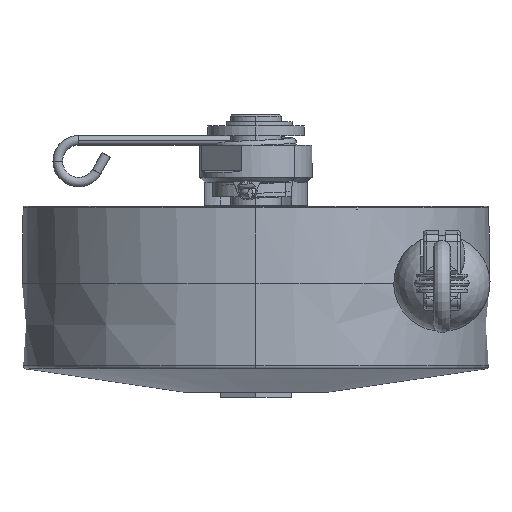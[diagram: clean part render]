
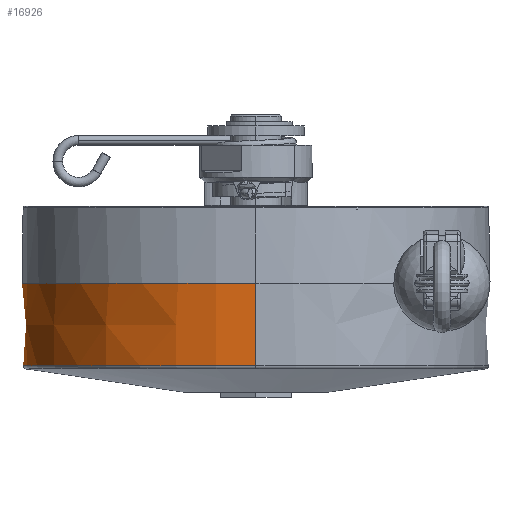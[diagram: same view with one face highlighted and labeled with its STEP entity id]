
A CAD part, front view. The second image highlights one B-rep face of the part: STEP entity #16926.
In plain terms, the highlighted conical face has half-angle 1 degrees and reference radius 73 mm.
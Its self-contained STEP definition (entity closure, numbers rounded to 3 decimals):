
#548 = AXIS2_PLACEMENT_3D ( 'NONE', #7041, #11797, #5254 ) ;
#599 = VECTOR ( 'NONE', #9866, 1000. ) ;
#702 = CARTESIAN_POINT ( 'NONE',  ( -16.01, 71.173, -2.844 ) ) ;
#1113 = CARTESIAN_POINT ( 'NONE',  ( -8.076, 72.497, -3.491 ) ) ;
#1516 = DIRECTION ( 'NONE',  ( 0., 0., 1. ) ) ;
#3892 = CARTESIAN_POINT ( 'NONE',  ( 0., 72.939, -3.491 ) ) ;
#4636 = CONICAL_SURFACE ( 'NONE', #15076, 73., 0.017 ) ;
#5042 = CARTESIAN_POINT ( 'NONE',  ( -16.47, 71.069, -2.79 ) ) ;
#5073 = CARTESIAN_POINT ( 'NONE',  ( -18.293, 70.641, -1.672 ) ) ;
#5213 = CARTESIAN_POINT ( 'NONE',  ( -18.296, 70.655, -0.836 ) ) ;
#5254 = DIRECTION ( 'NONE',  ( 0., 1., 0. ) ) ;
#5287 = EDGE_LOOP ( 'NONE', ( #12116, #15002, #8763, #17902, #26470, #27757, #10497 ) ) ;
#5494 = CARTESIAN_POINT ( 'NONE',  ( -18.289, 70.627, -2.509 ) ) ;
#5987 = EDGE_CURVE ( 'NONE', #6647, #23180, #7905, .T. ) ;
#6548 = EDGE_CURVE ( 'NONE', #24345, #23180, #27902, .T. ) ;
#6647 = VERTEX_POINT ( 'NONE', #29377 ) ;
#6695 = B_SPLINE_CURVE_WITH_KNOTS ( 'NONE', 3,
 ( #24250, #13104, #9511, #29033, #18279, #29184, #8832, #11585, #11727, #20781, #18567, #7270, #21074, #21347, #9959, #5042, #702, #9666, #9821, #25395, #21496, #21222, #1113, #7858 ),
 .UNSPECIFIED., .F., .F.,
 ( 4, 2, 2, 2, 2, 2, 2, 2, 2, 2, 2, 4 ),
 ( 0., 0.002, 0.004, 0.008, 0.016, 0.031, 0.063, 0.125, 0.25, 0.5, 0.75, 1. ),
 .UNSPECIFIED. ) ;
#7041 = CARTESIAN_POINT ( 'NONE',  ( 0., 0., 0. ) ) ;
#7270 = CARTESIAN_POINT ( 'NONE',  ( -17.847, 70.738, -2.613 ) ) ;
#7858 = CARTESIAN_POINT ( 'NONE',  ( -7.13, 72.59, -3.491 ) ) ;
#7905 = LINE ( 'NONE', #10298, #599 ) ;
#8107 = FACE_OUTER_BOUND ( 'NONE', #5287, .T. ) ;
#8425 = CARTESIAN_POINT ( 'NONE',  ( -18.289, 70.627, -2.509 ) ) ;
#8547 = CARTESIAN_POINT ( 'NONE',  ( -7.13, 72.59, -3.491 ) ) ;
#8652 = CARTESIAN_POINT ( 'NONE',  ( 0., 0., -3.491 ) ) ;
#8763 = ORIENTED_EDGE ( 'NONE', *, *, #17129, .T. ) ;
#8832 = CARTESIAN_POINT ( 'NONE',  ( -18.23, 70.641, -2.543 ) ) ;
#9511 = CARTESIAN_POINT ( 'NONE',  ( -18.283, 70.628, -2.521 ) ) ;
#9639 = DIRECTION ( 'NONE',  ( 0., -1., 0. ) ) ;
#9666 = CARTESIAN_POINT ( 'NONE',  ( -14.626, 71.473, -3.002 ) ) ;
#9821 = CARTESIAN_POINT ( 'NONE',  ( -13.699, 71.654, -3.1 ) ) ;
#9866 = DIRECTION ( 'NONE',  ( 0., 0.017, -1. ) ) ;
#9959 = CARTESIAN_POINT ( 'NONE',  ( -17.16, 70.906, -2.704 ) ) ;
#10056 = DIRECTION ( 'NONE',  ( 0., -1., 0. ) ) ;
#10298 = CARTESIAN_POINT ( 'NONE',  ( 0., -73., 0. ) ) ;
#10497 = ORIENTED_EDGE ( 'NONE', *, *, #13642, .F. ) ;
#11572 = DIRECTION ( 'NONE',  ( 0., 0.017, 1. ) ) ;
#11585 = CARTESIAN_POINT ( 'NONE',  ( -18.188, 70.652, -2.554 ) ) ;
#11727 = CARTESIAN_POINT ( 'NONE',  ( -18.159, 70.659, -2.56 ) ) ;
#11797 = DIRECTION ( 'NONE',  ( 0., 0., 1. ) ) ;
#12116 = ORIENTED_EDGE ( 'NONE', *, *, #22222, .F. ) ;
#12330 = CARTESIAN_POINT ( 'NONE',  ( -18.3, 70.669, 0. ) ) ;
#12753 = B_SPLINE_CURVE_WITH_KNOTS ( 'NONE', 3,
 ( #12330, #5213, #5073, #5494 ),
 .UNSPECIFIED., .F., .F.,
 ( 4, 4 ),
 ( 0., 0.003 ),
 .UNSPECIFIED. ) ;
#12844 = CARTESIAN_POINT ( 'NONE',  ( 0., 0., 0. ) ) ;
#13104 = CARTESIAN_POINT ( 'NONE',  ( -18.291, 70.626, -2.517 ) ) ;
#13441 = VECTOR ( 'NONE', #11572, 1000. ) ;
#13642 = EDGE_CURVE ( 'NONE', #29363, #16294, #18267, .T. ) ;
#14631 = VERTEX_POINT ( 'NONE', #8425 ) ;
#15002 = ORIENTED_EDGE ( 'NONE', *, *, #21241, .F. ) ;
#15076 = AXIS2_PLACEMENT_3D ( 'NONE', #12844, #1516, #10056 ) ;
#16294 = VERTEX_POINT ( 'NONE', #3892 ) ;
#16926 = ADVANCED_FACE ( 'NONE', ( #8107 ), #4636, .F. ) ;
#17129 = EDGE_CURVE ( 'NONE', #26845, #6647, #24764, .T. ) ;
#17285 = AXIS2_PLACEMENT_3D ( 'NONE', #8652, #17680, #17843 ) ;
#17680 = DIRECTION ( 'NONE',  ( 0., 0., -1. ) ) ;
#17843 = DIRECTION ( 'NONE',  ( 0., -1., 0. ) ) ;
#17902 = ORIENTED_EDGE ( 'NONE', *, *, #5987, .T. ) ;
#18146 = CARTESIAN_POINT ( 'NONE',  ( 0., 72.551, -25.721 ) ) ;
#18267 = CIRCLE ( 'NONE', #17285, 72.939 ) ;
#18279 = CARTESIAN_POINT ( 'NONE',  ( -18.264, 70.633, -2.531 ) ) ;
#18567 = CARTESIAN_POINT ( 'NONE',  ( -18.018, 70.695, -2.586 ) ) ;
#18971 = DIRECTION ( 'NONE',  ( 0., 0., 1. ) ) ;
#20781 = CARTESIAN_POINT ( 'NONE',  ( -18.074, 70.681, -2.576 ) ) ;
#21074 = CARTESIAN_POINT ( 'NONE',  ( -17.732, 70.766, -2.629 ) ) ;
#21222 = CARTESIAN_POINT ( 'NONE',  ( -9.022, 72.386, -3.456 ) ) ;
#21241 = EDGE_CURVE ( 'NONE', #26845, #14631, #12753, .T. ) ;
#21347 = CARTESIAN_POINT ( 'NONE',  ( -17.389, 70.851, -2.675 ) ) ;
#21496 = CARTESIAN_POINT ( 'NONE',  ( -10.902, 72.129, -3.346 ) ) ;
#22222 = EDGE_CURVE ( 'NONE', #14631, #29363, #6695, .T. ) ;
#22689 = LINE ( 'NONE', #24931, #13441 ) ;
#23180 = VERTEX_POINT ( 'NONE', #27869 ) ;
#24250 = CARTESIAN_POINT ( 'NONE',  ( -18.289, 70.627, -2.509 ) ) ;
#24345 = VERTEX_POINT ( 'NONE', #18146 ) ;
#24764 = CIRCLE ( 'NONE', #548, 73. ) ;
#24931 = CARTESIAN_POINT ( 'NONE',  ( 0., 73., 0. ) ) ;
#25395 = CARTESIAN_POINT ( 'NONE',  ( -11.837, 71.982, -3.272 ) ) ;
#25518 = CARTESIAN_POINT ( 'NONE',  ( 0., 0., -25.721 ) ) ;
#26470 = ORIENTED_EDGE ( 'NONE', *, *, #6548, .F. ) ;
#26845 = VERTEX_POINT ( 'NONE', #27837 ) ;
#27757 = ORIENTED_EDGE ( 'NONE', *, *, #28593, .T. ) ;
#27837 = CARTESIAN_POINT ( 'NONE',  ( -18.3, 70.669, 0. ) ) ;
#27869 = CARTESIAN_POINT ( 'NONE',  ( 0., -72.551, -25.721 ) ) ;
#27902 = CIRCLE ( 'NONE', #28353, 72.551 ) ;
#28353 = AXIS2_PLACEMENT_3D ( 'NONE', #25518, #18971, #9639 ) ;
#28593 = EDGE_CURVE ( 'NONE', #24345, #16294, #22689, .T. ) ;
#29033 = CARTESIAN_POINT ( 'NONE',  ( -18.27, 70.631, -2.528 ) ) ;
#29184 = CARTESIAN_POINT ( 'NONE',  ( -18.243, 70.638, -2.539 ) ) ;
#29363 = VERTEX_POINT ( 'NONE', #8547 ) ;
#29377 = CARTESIAN_POINT ( 'NONE',  ( 0., -73., 0. ) ) ;
